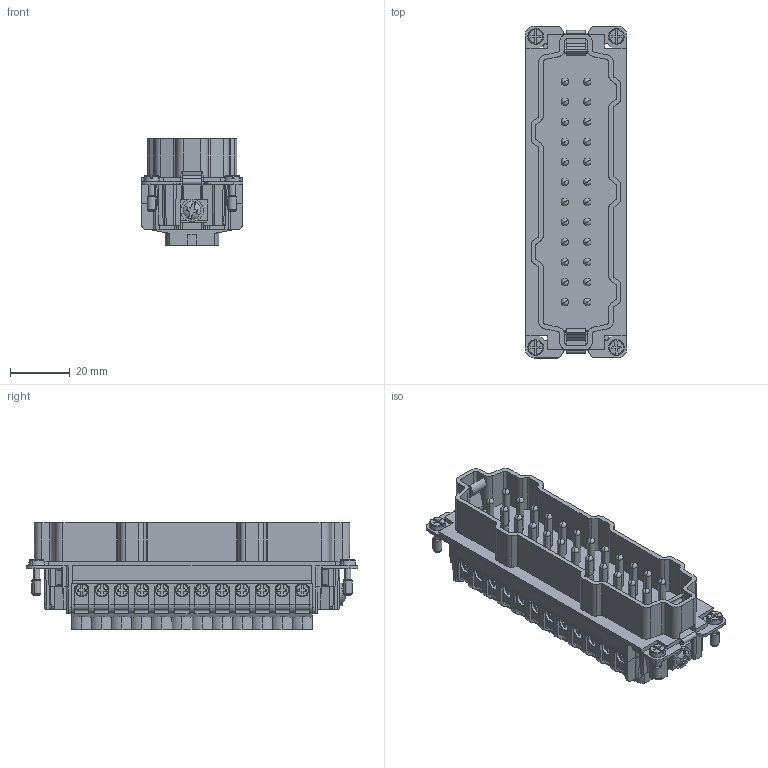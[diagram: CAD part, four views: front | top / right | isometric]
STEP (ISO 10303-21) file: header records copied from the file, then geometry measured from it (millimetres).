
FILE_DESCRIPTION(('CATIA V5 STEP Exchange','CAx-IF Rec.Pracs.--- Model Styling and Organization---1.4--- 2014-01-23'),'2;1');
FILE_NAME ('13501316_6', '2019-10-28T09:01:14+00:00', ('none'), ('Weidmueller'), 'CATIA Version 5-6 Release 2016 SP3 HF44', 'CATIA V5 STEP AP214', 'none');
FILE_SCHEMA(('AUTOMOTIVE_DESIGN { 1 0 10303 214 1 1 1 1 }'));
Products named in the file (1): 1211100000
Bounding box: 34 x 111 x 35.7 mm (x, y, z)
Volume: 61498 mm3; surface area: 30977.1 mm2
Topology: 1 solids, 1 shells, 2866 faces, 8934 edges, 6131 vertices
Faces by surface type: plane 1820, cylinder 688, torus 184, cone 154, extrusion 10, bspline 6, sphere 4
Entity records: 97151 total; most frequent: CARTESIAN_POINT 25508, ORIENTED_EDGE 17868, DIRECTION 10483, EDGE_CURVE 8934, VERTEX_POINT 6131, VECTOR 5881, LINE 5871, AXIS2_PLACEMENT_3D 3232
